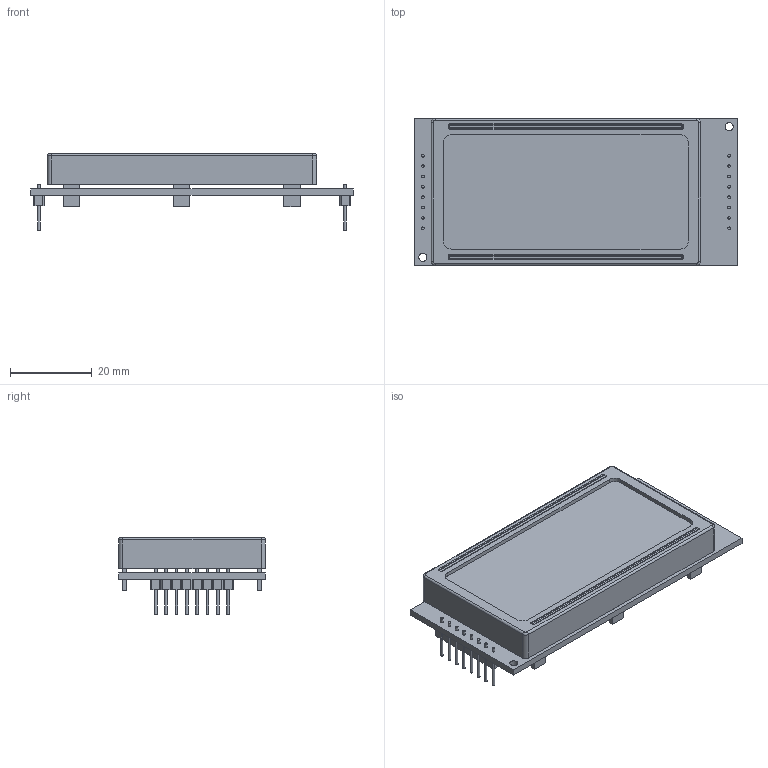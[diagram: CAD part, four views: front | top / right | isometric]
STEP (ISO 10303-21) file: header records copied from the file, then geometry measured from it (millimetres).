
FILE_DESCRIPTION(('FreeCAD Model'),'2;1');
FILE_NAME('NHD-0420H1Z.step','2018-02-16T17:49:52',('kicad StepUp'),('ksu MCAD'), 'Open CASCADE STEP processor 7.1','FreeCAD','Unknown');
FILE_SCHEMA(('AUTOMOTIVE_DESIGN { 1 0 10303 214 1 1 1 1 }'));
Length unit declared in the file: millimetre
Products named in the file (1): NHD-0420H1Z
Bounding box: 79 x 36 x 18.7 mm (x, y, z)
Volume: 21271.2 mm3; surface area: 13220.2 mm2
Topology: 2 solids, 2 shells, 295 faces, 2106 edges, 5956 vertices
Faces by surface type: plane 213, cylinder 62, torus 12, sphere 8
Full cylindrical faces by diameter (mm): 0.65 x32, 2 x2
Entity records: 24785 total; most frequent: CARTESIAN_POINT 8580, DIRECTION 3052, LINE 1548, VECTOR 1548, GEOMETRIC_CURVE_SET 1405, ORIENTED_EDGE 1404, TRIMMED_CURVE 1404, AXIS2_PLACEMENT_3D 752
